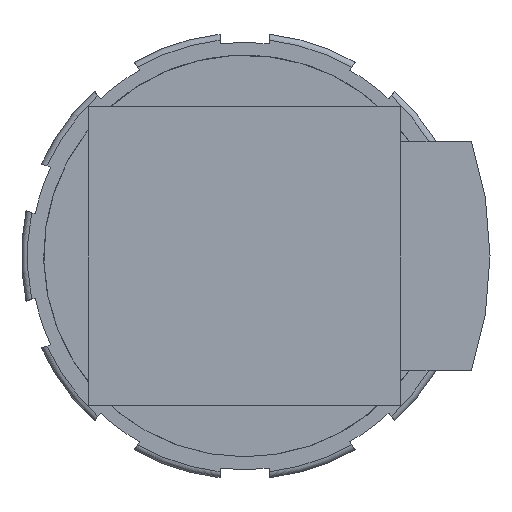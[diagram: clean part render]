
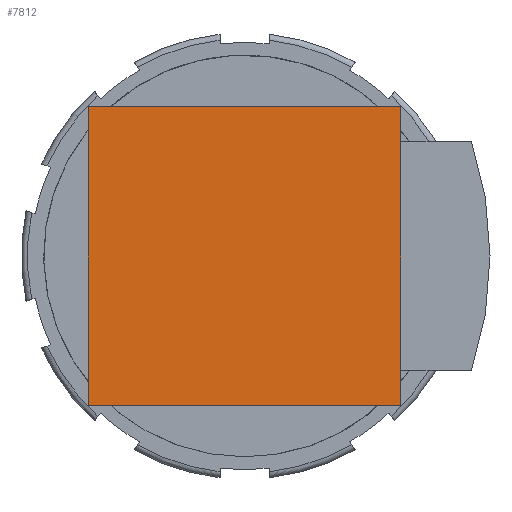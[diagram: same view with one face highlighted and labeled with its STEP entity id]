
A CAD part, front view. The second image highlights one B-rep face of the part: STEP entity #7812.
In plain terms, the highlighted planar face has unit normal (0, -1, 0).
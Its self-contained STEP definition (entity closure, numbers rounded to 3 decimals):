
#154=PLANE('',#8237);
#345=LINE('',#10459,#934);
#451=LINE('',#10681,#1040);
#466=LINE('',#10719,#1055);
#508=LINE('',#10829,#1097);
#934=VECTOR('',#8695,1000.);
#1040=VECTOR('',#8867,1000.);
#1055=VECTOR('',#8896,1000.);
#1097=VECTOR('',#8980,1000.);
#2141=ORIENTED_EDGE('',*,*,#3397,.F.);
#2142=ORIENTED_EDGE('',*,*,#3511,.F.);
#2143=ORIENTED_EDGE('',*,*,#3586,.F.);
#2144=ORIENTED_EDGE('',*,*,#3531,.F.);
#3397=EDGE_CURVE('',#4283,#4284,#345,.T.);
#3511=EDGE_CURVE('',#4366,#4283,#451,.T.);
#3531=EDGE_CURVE('',#4284,#4383,#466,.T.);
#3586=EDGE_CURVE('',#4383,#4366,#508,.T.);
#4283=VERTEX_POINT('',#10458);
#4284=VERTEX_POINT('',#10460);
#4366=VERTEX_POINT('',#10680);
#4383=VERTEX_POINT('',#10720);
#5131=EDGE_LOOP('',(#2141,#2142,#2143,#2144));
#5508=FACE_BOUND('',#5131,.T.);
#7812=ADVANCED_FACE('',(#5508),#154,.F.);
#8237=AXIS2_PLACEMENT_3D('',#11268,#9267,#9268);
#8695=DIRECTION('',(0.,0.,1.));
#8867=DIRECTION('',(-1.,0.,0.));
#8896=DIRECTION('',(1.,0.,0.));
#8980=DIRECTION('',(0.,0.,-1.));
#9267=DIRECTION('',(0.,1.,0.));
#9268=DIRECTION('',(0.,0.,1.));
#10458=CARTESIAN_POINT('',(-21.,-31.5,-20.1));
#10459=CARTESIAN_POINT('',(-21.,-31.5,-20.1));
#10460=CARTESIAN_POINT('',(-21.,-31.5,20.1));
#10680=CARTESIAN_POINT('',(21.,-31.5,-20.1));
#10681=CARTESIAN_POINT('',(21.,-31.5,-20.1));
#10719=CARTESIAN_POINT('',(-21.,-31.5,20.1));
#10720=CARTESIAN_POINT('',(21.,-31.5,20.1));
#10829=CARTESIAN_POINT('',(21.,-31.5,20.1));
#11268=CARTESIAN_POINT('',(0.,-31.5,0.));
